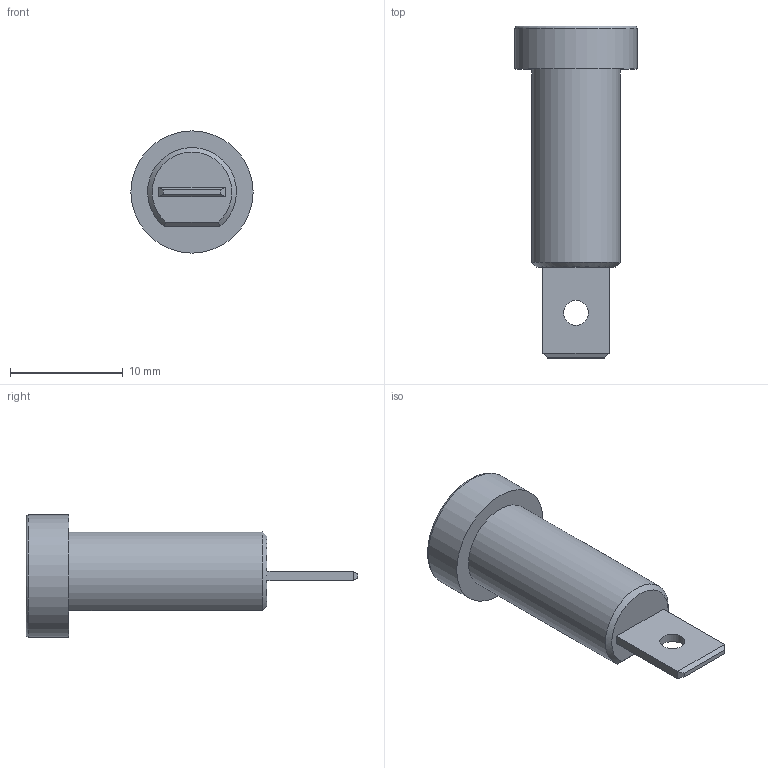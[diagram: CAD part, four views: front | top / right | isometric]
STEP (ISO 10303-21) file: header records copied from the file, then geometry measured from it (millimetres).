
FILE_DESCRIPTION( ( '' ), ' ' );
FILE_NAME( '5a13fc3679118b103e17fa28.step', '2017-11-21T10:13:13', ( '' ), ( '' ), ' ', ' ', ' ' );
FILE_SCHEMA( ( 'AUTOMOTIVE_DESIGN { 1 0 10303 214 1 1 1 1 }' ) );
Length unit declared in the file: metre
Products named in the file (3): Part 3; Part 2; Part 1
Bounding box: 10.83 x 29.41 x 10.83 mm (x, y, z)
Volume: 939.2 mm3; surface area: 1608.6 mm2
Topology: 3 solids, 3 shells, 26 faces, 47 edges, 29 vertices
Faces by surface type: plane 18, cylinder 6, torus 1, cone 1
Full cylindrical faces by diameter (mm): 2.2 x1, 4 x1, 5 x2, 10.83 x1
Entity records: 853 total; most frequent: DIRECTION 111, CARTESIAN_POINT 105, ORIENTED_EDGE 82, AXIS2_PLACEMENT_3D 43, EDGE_CURVE 41, EDGE_LOOP 38, FACE_OUTER_BOUND 32, VERTEX_POINT 29
